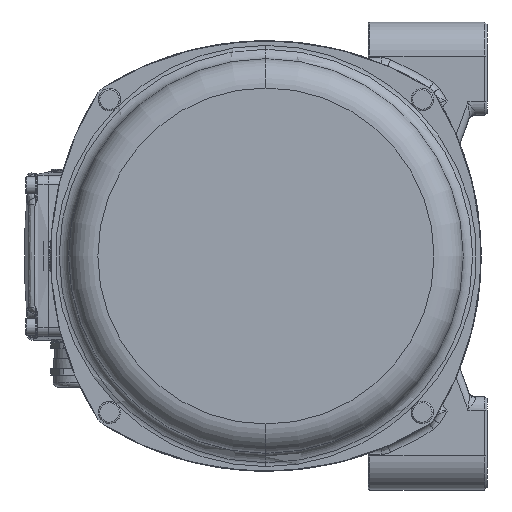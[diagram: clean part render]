
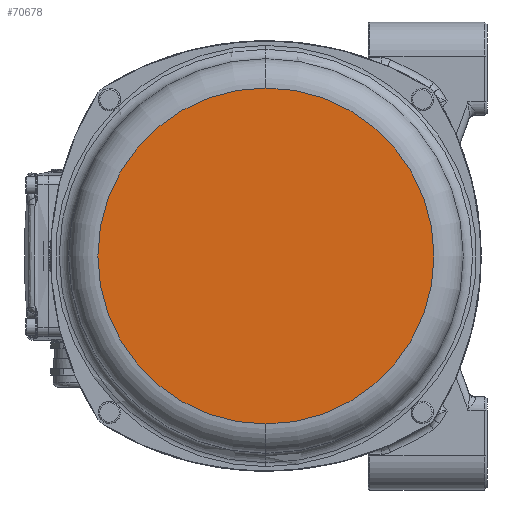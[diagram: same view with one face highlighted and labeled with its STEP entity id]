
A CAD part, left-side view. The second image highlights one B-rep face of the part: STEP entity #70678.
In plain terms, the highlighted planar face has unit normal (-1, 0, 0).
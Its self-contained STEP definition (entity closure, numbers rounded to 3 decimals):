
#380 = FACE_OUTER_BOUND ( 'NONE', #137615, .T. ) ;
#11263 = CARTESIAN_POINT ( 'NONE',  ( -300.5, 0., -98.75 ) ) ;
#19862 = CARTESIAN_POINT ( 'NONE',  ( -300.5, 0., 0. ) ) ;
#20143 = DIRECTION ( 'NONE',  ( -1., 0., 0. ) ) ;
#20929 = AXIS2_PLACEMENT_3D ( 'NONE', #61304, #72034, #115378 ) ;
#31730 = PLANE ( 'NONE',  #35635 ) ;
#35635 = AXIS2_PLACEMENT_3D ( 'NONE', #84051, #20143, #63025 ) ;
#37514 = VERTEX_POINT ( 'NONE', #11263 ) ;
#61304 = CARTESIAN_POINT ( 'NONE',  ( -300.5, 0., 0. ) ) ;
#63025 = DIRECTION ( 'NONE',  ( 0., 0., 1. ) ) ;
#67915 = ORIENTED_EDGE ( 'NONE', *, *, #76004, .F. ) ;
#70678 = ADVANCED_FACE ( 'NONE', ( #380 ), #31730, .T. ) ;
#72034 = DIRECTION ( 'NONE',  ( 1., 0., 0. ) ) ;
#76004 = EDGE_CURVE ( 'NONE', #37514, #106646, #124581, .T. ) ;
#77257 = EDGE_CURVE ( 'NONE', #106646, #37514, #136845, .T. ) ;
#84051 = CARTESIAN_POINT ( 'NONE',  ( -300.5, -99.935, -99.935 ) ) ;
#86979 = AXIS2_PLACEMENT_3D ( 'NONE', #19862, #105635, #104706 ) ;
#104706 = DIRECTION ( 'NONE',  ( 0., 0., -1. ) ) ;
#105635 = DIRECTION ( 'NONE',  ( 1., 0., 0. ) ) ;
#106646 = VERTEX_POINT ( 'NONE', #130779 ) ;
#115378 = DIRECTION ( 'NONE',  ( 0., 0., -1. ) ) ;
#118488 = ORIENTED_EDGE ( 'NONE', *, *, #77257, .F. ) ;
#124581 = CIRCLE ( 'NONE', #86979, 98.75 ) ;
#130779 = CARTESIAN_POINT ( 'NONE',  ( -300.5, 0., 98.75 ) ) ;
#136845 = CIRCLE ( 'NONE', #20929, 98.75 ) ;
#137615 = EDGE_LOOP ( 'NONE', ( #67915, #118488 ) ) ;
